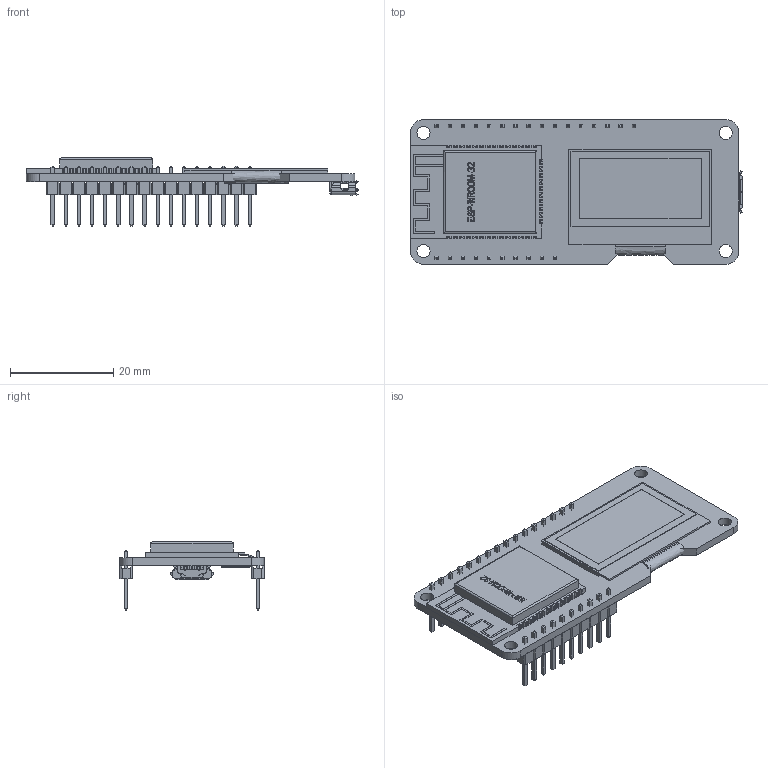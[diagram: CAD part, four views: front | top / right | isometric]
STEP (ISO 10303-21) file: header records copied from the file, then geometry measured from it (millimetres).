
FILE_DESCRIPTION(('FreeCAD Model'),'2;1');
FILE_NAME('wemos.step', '2018-03-16T15:44:12',(''),(''),'Open CASCADE STEP processor 6.8', 'FreeCAD','Unknown');
FILE_SCHEMA(('AUTOMOTIVE_DESIGN_CC2 { 1 2 10303 214 -1 1 5 4 }'));
Length unit declared in the file: millimetre
Products named in the file (7): ASSEMBLY; Pad; pin_header_01x10; pin_header_01x16; MicroUSB-B_Molex_105017-0001; esp-wroom-32; Clone_of_ER_OLED013A1_inv
Assembly tree (6 placements, depth 2):
  ASSEMBLY
    Pad
    pin_header_01x10
    pin_header_01x16
    MicroUSB-B_Molex_105017-0001
    esp-wroom-32
    Clone_of_ER_OLED013A1_inv
Bounding box: 64.17 x 27.94 x 13.15 mm (x, y, z)
Volume: 4714.1 mm3; surface area: 7960.9 mm2
Topology: 6 solids, 6 shells, 2360 faces, 6452 edges, 4142 vertices
Faces by surface type: plane 1925, bspline 255, cylinder 180
Full cylindrical faces by diameter (mm): 2.54 x4
Entity records: 85944 total; most frequent: CARTESIAN_POINT 14587, ORIENTED_EDGE 12888, DIRECTION 10433, EDGE_CURVE 6444, LINE 5481, VECTOR 5481, VERTEX_POINT 4142, AXIS2_PLACEMENT_3D 2476
